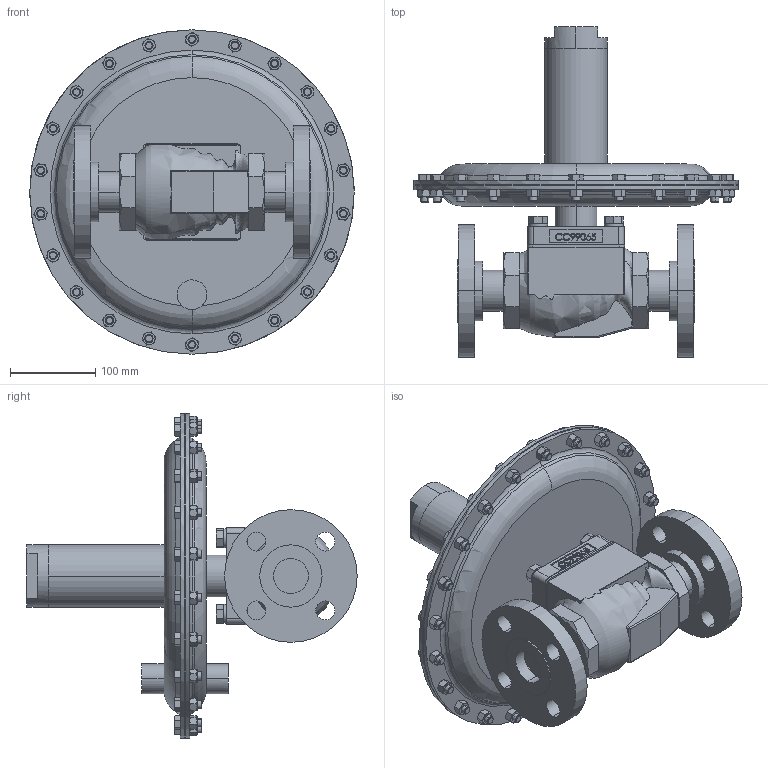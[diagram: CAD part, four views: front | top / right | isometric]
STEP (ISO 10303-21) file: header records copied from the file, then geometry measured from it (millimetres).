
FILE_DESCRIPTION (( 'STEP AP203' ), '1' );
FILE_NAME ('608-150-BR+CS+S6-F3.STEP', '2017-09-08T16:27:19', ( '' ), ( '' ), 'SwSTEP 2.0', 'SolidWorks 2014', '' );
FILE_SCHEMA (( 'CONFIG_CONTROL_DESIGN' ));
Products named in the file (1): 608-150-BR+CS+S6-F3
Bounding box: 381 x 387.96 x 381 mm (x, y, z)
Volume: 7562889.5 mm3; surface area: 537779.5 mm2
Topology: 3 solids, 3 shells, 1241 faces, 2887 edges, 1753 vertices
Faces by surface type: plane 529, cone 476, cylinder 142, bspline 86, torus 6, sphere 2
Entity records: 49945 total; most frequent: CARTESIAN_POINT 23484, ORIENTED_EDGE 5772, DIRECTION 4900, EDGE_CURVE 2886, AXIS2_PLACEMENT_3D 1930, VERTEX_POINT 1753, EDGE_LOOP 1371, ADVANCED_FACE 1241
